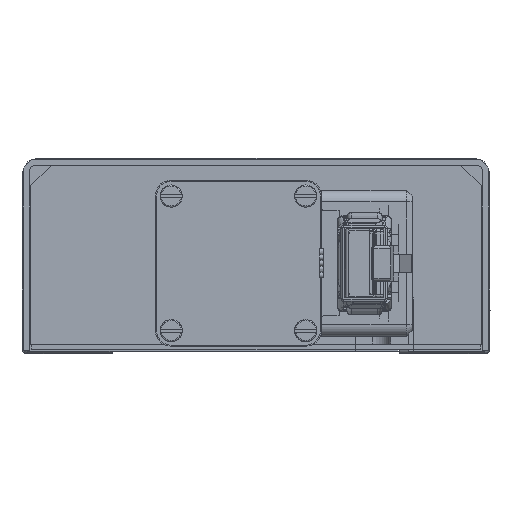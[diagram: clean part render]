
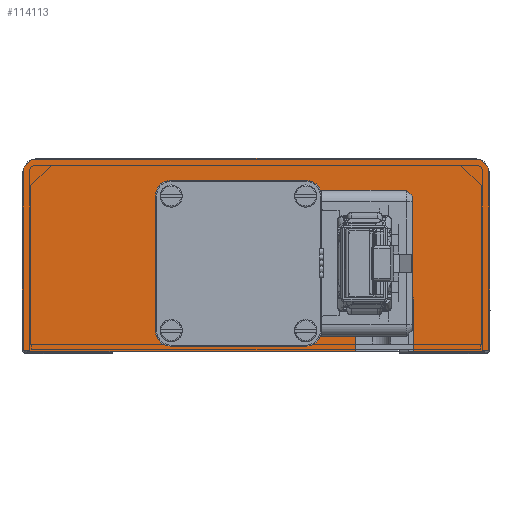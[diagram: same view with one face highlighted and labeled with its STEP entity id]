
A CAD part, front view. The second image highlights one B-rep face of the part: STEP entity #114113.
In plain terms, the highlighted face is planar.
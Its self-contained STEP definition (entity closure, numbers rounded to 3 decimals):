
#3030=CIRCLE('',#153339,1.);
#3031=CIRCLE('',#153340,3.);
#3032=CIRCLE('',#153341,3.);
#3033=CIRCLE('',#153342,1.);
#3034=CIRCLE('',#153343,5.);
#3035=CIRCLE('',#153344,11.);
#8332=ORIENTED_EDGE('',*,*,#41693,.F.);
#8333=ORIENTED_EDGE('',*,*,#41694,.T.);
#8334=ORIENTED_EDGE('',*,*,#41695,.F.);
#8335=ORIENTED_EDGE('',*,*,#41696,.T.);
#8336=ORIENTED_EDGE('',*,*,#41697,.F.);
#8337=ORIENTED_EDGE('',*,*,#41698,.T.);
#8338=ORIENTED_EDGE('',*,*,#41699,.F.);
#8339=ORIENTED_EDGE('',*,*,#41700,.T.);
#8340=ORIENTED_EDGE('',*,*,#41701,.F.);
#8341=ORIENTED_EDGE('',*,*,#41702,.F.);
#8342=ORIENTED_EDGE('',*,*,#41703,.F.);
#8343=ORIENTED_EDGE('',*,*,#41704,.F.);
#8344=ORIENTED_EDGE('',*,*,#41705,.T.);
#41693=EDGE_CURVE('',#58548,#58549,#70063,.T.);
#41694=EDGE_CURVE('',#58548,#58550,#3030,.T.);
#41695=EDGE_CURVE('',#58551,#58550,#70064,.T.);
#41696=EDGE_CURVE('',#58551,#58552,#3031,.T.);
#41697=EDGE_CURVE('',#58553,#58552,#70065,.T.);
#41698=EDGE_CURVE('',#58553,#58554,#3032,.T.);
#41699=EDGE_CURVE('',#58555,#58554,#70066,.T.);
#41700=EDGE_CURVE('',#58555,#58556,#3033,.T.);
#41701=EDGE_CURVE('',#58557,#58556,#70067,.T.);
#41702=EDGE_CURVE('',#58558,#58557,#70068,.T.);
#41703=EDGE_CURVE('',#58559,#58558,#3034,.T.);
#41704=EDGE_CURVE('',#58549,#58559,#70069,.T.);
#41705=EDGE_CURVE('',#58560,#58560,#3035,.T.);
#58548=VERTEX_POINT('',#192880);
#58549=VERTEX_POINT('',#192881);
#58550=VERTEX_POINT('',#192883);
#58551=VERTEX_POINT('',#192885);
#58552=VERTEX_POINT('',#192887);
#58553=VERTEX_POINT('',#192889);
#58554=VERTEX_POINT('',#192891);
#58555=VERTEX_POINT('',#192893);
#58556=VERTEX_POINT('',#192895);
#58557=VERTEX_POINT('',#192897);
#58558=VERTEX_POINT('',#192899);
#58559=VERTEX_POINT('',#192901);
#58560=VERTEX_POINT('',#192904);
#70063=LINE('',#192879,#82970);
#70064=LINE('',#192884,#82971);
#70065=LINE('',#192888,#82972);
#70066=LINE('',#192892,#82973);
#70067=LINE('',#192896,#82974);
#70068=LINE('',#192898,#82975);
#70069=LINE('',#192902,#82976);
#82970=VECTOR('',#163008,1000.);
#82971=VECTOR('',#163011,1000.);
#82972=VECTOR('',#163014,1000.);
#82973=VECTOR('',#163017,1000.);
#82974=VECTOR('',#163020,1000.);
#82975=VECTOR('',#163021,1000.);
#82976=VECTOR('',#163024,1000.);
#95655=EDGE_LOOP('',(#8332,#8333,#8334,#8335,#8336,#8337,#8338,#8339,#8340,
#8341,#8342,#8343));
#95656=EDGE_LOOP('',(#8344));
#102786=FACE_BOUND('',#95655,.T.);
#102787=FACE_BOUND('',#95656,.T.);
#109693=PLANE('',#153338);
#114113=ADVANCED_FACE('',(#102786,#102787),#109693,.F.);
#153338=AXIS2_PLACEMENT_3D('',#192878,#163006,#163007);
#153339=AXIS2_PLACEMENT_3D('',#192882,#163009,#163010);
#153340=AXIS2_PLACEMENT_3D('',#192886,#163012,#163013);
#153341=AXIS2_PLACEMENT_3D('',#192890,#163015,#163016);
#153342=AXIS2_PLACEMENT_3D('',#192894,#163018,#163019);
#153343=AXIS2_PLACEMENT_3D('',#192900,#163022,#163023);
#153344=AXIS2_PLACEMENT_3D('',#192903,#163025,#163026);
#163006=DIRECTION('',(0.,0.,-1.));
#163007=DIRECTION('',(-1.,0.,0.));
#163008=DIRECTION('',(-1.,0.,0.));
#163009=DIRECTION('',(0.,0.,1.));
#163010=DIRECTION('',(-1.,0.,0.));
#163011=DIRECTION('',(0.,-1.,0.));
#163012=DIRECTION('',(0.,0.,1.));
#163013=DIRECTION('',(-1.,0.,0.));
#163014=DIRECTION('',(1.,0.,0.));
#163015=DIRECTION('',(0.,0.,1.));
#163016=DIRECTION('',(-1.,0.,0.));
#163017=DIRECTION('',(0.,1.,0.));
#163018=DIRECTION('',(0.,0.,1.));
#163019=DIRECTION('',(-1.,0.,0.));
#163020=DIRECTION('',(-1.,0.,0.));
#163021=DIRECTION('',(0.,-1.,0.));
#163022=DIRECTION('',(0.,0.,1.));
#163023=DIRECTION('',(-1.,0.,0.));
#163024=DIRECTION('',(0.,1.,0.));
#163025=DIRECTION('',(0.,0.,-1.));
#163026=DIRECTION('',(-1.,0.,0.));
#192878=CARTESIAN_POINT('',(-40.,0.5,403.));
#192879=CARTESIAN_POINT('',(-40.,0.5,403.));
#192880=CARTESIAN_POINT('',(39.,0.5,403.));
#192881=CARTESIAN_POINT('',(27.,0.5,403.));
#192882=CARTESIAN_POINT('',(39.,1.5,403.));
#192883=CARTESIAN_POINT('',(40.,1.5,403.));
#192884=CARTESIAN_POINT('',(40.,0.5,403.));
#192885=CARTESIAN_POINT('',(40.,30.5,403.));
#192886=CARTESIAN_POINT('',(37.,30.5,403.));
#192887=CARTESIAN_POINT('',(37.,33.5,403.));
#192888=CARTESIAN_POINT('',(-40.,33.5,403.));
#192889=CARTESIAN_POINT('',(-37.,33.5,403.));
#192890=CARTESIAN_POINT('',(-37.,30.5,403.));
#192891=CARTESIAN_POINT('',(-40.,30.5,403.));
#192892=CARTESIAN_POINT('',(-40.,0.5,403.));
#192893=CARTESIAN_POINT('',(-40.,1.5,403.));
#192894=CARTESIAN_POINT('',(-39.,1.5,403.));
#192895=CARTESIAN_POINT('',(-39.,0.5,403.));
#192896=CARTESIAN_POINT('',(-40.,0.5,403.));
#192897=CARTESIAN_POINT('',(17.,0.5,403.));
#192898=CARTESIAN_POINT('',(17.,0.5,403.));
#192899=CARTESIAN_POINT('',(17.,8.5,403.));
#192900=CARTESIAN_POINT('',(22.,8.5,403.));
#192901=CARTESIAN_POINT('',(27.,8.5,403.));
#192902=CARTESIAN_POINT('',(27.,0.5,403.));
#192903=CARTESIAN_POINT('',(-3.,15.5,403.));
#192904=CARTESIAN_POINT('',(-14.,15.5,403.));
